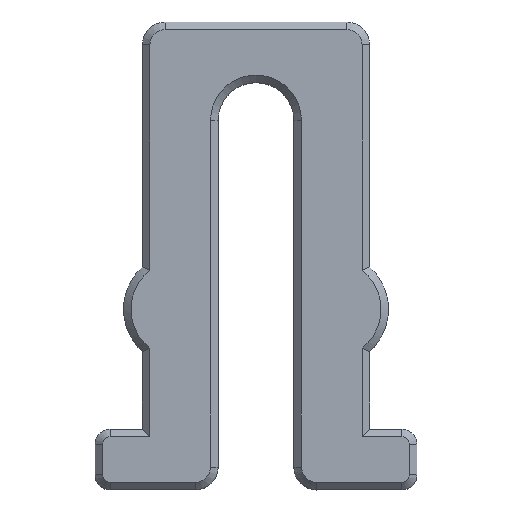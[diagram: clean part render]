
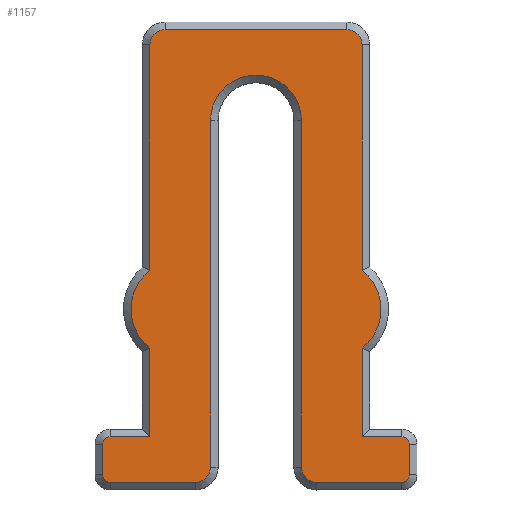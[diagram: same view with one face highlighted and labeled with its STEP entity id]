
A CAD part, top view. The second image highlights one B-rep face of the part: STEP entity #1157.
In plain terms, the highlighted planar face has unit normal (0, 0, 1).
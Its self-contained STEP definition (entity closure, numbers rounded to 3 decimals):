
#27=CIRCLE('',#1212,0.2);
#29=CIRCLE('',#1217,0.4);
#31=CIRCLE('',#1220,0.2);
#32=CIRCLE('',#1224,1.2);
#35=CIRCLE('',#1230,1.3);
#37=CIRCLE('',#1233,0.4);
#39=CIRCLE('',#1238,0.4);
#41=CIRCLE('',#1241,0.2);
#43=CIRCLE('',#1246,0.4);
#45=CIRCLE('',#1249,0.2);
#47=CIRCLE('',#1254,1.3);
#128=FACE_OUTER_BOUND('',#202,.T.);
#202=EDGE_LOOP('',(#888,#889,#890,#891,#892,#893,#894,#895,#896,#897,#898,
#899,#900,#901,#902,#903,#904,#905,#906,#907,#908,#909,#910,#911));
#248=LINE('',#1685,#364);
#254=LINE('',#1707,#370);
#256=LINE('',#1711,#372);
#262=LINE('',#1731,#378);
#265=LINE('',#1737,#381);
#269=LINE('',#1749,#385);
#271=LINE('',#1758,#387);
#274=LINE('',#1777,#390);
#278=LINE('',#1785,#394);
#282=LINE('',#1801,#398);
#286=LINE('',#1809,#402);
#291=LINE('',#1827,#407);
#292=LINE('',#1833,#408);
#364=VECTOR('',#1331,10.);
#370=VECTOR('',#1345,10.);
#372=VECTOR('',#1349,10.);
#378=VECTOR('',#1369,10.);
#381=VECTOR('',#1374,10.);
#385=VECTOR('',#1386,10.);
#387=VECTOR('',#1390,10.);
#390=VECTOR('',#1407,10.);
#394=VECTOR('',#1413,10.);
#398=VECTOR('',#1431,10.);
#402=VECTOR('',#1437,10.);
#407=VECTOR('',#1456,10.);
#408=VECTOR('',#1459,10.);
#480=VERTEX_POINT('',#1683);
#481=VERTEX_POINT('',#1684);
#484=VERTEX_POINT('',#1695);
#487=VERTEX_POINT('',#1700);
#489=VERTEX_POINT('',#1705);
#490=VERTEX_POINT('',#1710);
#493=VERTEX_POINT('',#1718);
#494=VERTEX_POINT('',#1722);
#497=VERTEX_POINT('',#1729);
#499=VERTEX_POINT('',#1736);
#501=VERTEX_POINT('',#1741);
#503=VERTEX_POINT('',#1748);
#505=VERTEX_POINT('',#1756);
#507=VERTEX_POINT('',#1763);
#509=VERTEX_POINT('',#1772);
#510=VERTEX_POINT('',#1776);
#513=VERTEX_POINT('',#1783);
#514=VERTEX_POINT('',#1788);
#517=VERTEX_POINT('',#1796);
#518=VERTEX_POINT('',#1800);
#521=VERTEX_POINT('',#1807);
#522=VERTEX_POINT('',#1812);
#525=VERTEX_POINT('',#1820);
#527=VERTEX_POINT('',#1826);
#576=EDGE_CURVE('',#480,#481,#248,.T.);
#583=EDGE_CURVE('',#487,#484,#27,.T.);
#585=EDGE_CURVE('',#489,#487,#254,.T.);
#587=EDGE_CURVE('',#484,#490,#256,.T.);
#592=EDGE_CURVE('',#493,#489,#29,.T.);
#595=EDGE_CURVE('',#490,#494,#31,.T.);
#597=EDGE_CURVE('',#497,#493,#262,.T.);
#600=EDGE_CURVE('',#494,#499,#265,.T.);
#603=EDGE_CURVE('',#501,#497,#32,.T.);
#606=EDGE_CURVE('',#499,#503,#269,.T.);
#609=EDGE_CURVE('',#505,#501,#271,.T.);
#612=EDGE_CURVE('',#503,#507,#35,.T.);
#616=EDGE_CURVE('',#509,#505,#37,.T.);
#617=EDGE_CURVE('',#507,#510,#274,.T.);
#621=EDGE_CURVE('',#513,#509,#278,.T.);
#625=EDGE_CURVE('',#510,#514,#39,.T.);
#628=EDGE_CURVE('',#517,#513,#41,.T.);
#629=EDGE_CURVE('',#514,#518,#282,.T.);
#633=EDGE_CURVE('',#521,#517,#286,.T.);
#637=EDGE_CURVE('',#518,#522,#43,.T.);
#640=EDGE_CURVE('',#525,#521,#45,.T.);
#642=EDGE_CURVE('',#522,#527,#291,.T.);
#644=EDGE_CURVE('',#481,#525,#292,.T.);
#647=EDGE_CURVE('',#527,#480,#47,.T.);
#888=ORIENTED_EDGE('',*,*,#583,.F.);
#889=ORIENTED_EDGE('',*,*,#585,.F.);
#890=ORIENTED_EDGE('',*,*,#592,.F.);
#891=ORIENTED_EDGE('',*,*,#597,.F.);
#892=ORIENTED_EDGE('',*,*,#603,.F.);
#893=ORIENTED_EDGE('',*,*,#609,.F.);
#894=ORIENTED_EDGE('',*,*,#616,.F.);
#895=ORIENTED_EDGE('',*,*,#621,.F.);
#896=ORIENTED_EDGE('',*,*,#628,.F.);
#897=ORIENTED_EDGE('',*,*,#633,.F.);
#898=ORIENTED_EDGE('',*,*,#640,.F.);
#899=ORIENTED_EDGE('',*,*,#644,.F.);
#900=ORIENTED_EDGE('',*,*,#576,.F.);
#901=ORIENTED_EDGE('',*,*,#647,.F.);
#902=ORIENTED_EDGE('',*,*,#642,.F.);
#903=ORIENTED_EDGE('',*,*,#637,.F.);
#904=ORIENTED_EDGE('',*,*,#629,.F.);
#905=ORIENTED_EDGE('',*,*,#625,.F.);
#906=ORIENTED_EDGE('',*,*,#617,.F.);
#907=ORIENTED_EDGE('',*,*,#612,.F.);
#908=ORIENTED_EDGE('',*,*,#606,.F.);
#909=ORIENTED_EDGE('',*,*,#600,.F.);
#910=ORIENTED_EDGE('',*,*,#595,.F.);
#911=ORIENTED_EDGE('',*,*,#587,.F.);
#1099=PLANE('',#1273);
#1157=ADVANCED_FACE('',(#128),#1099,.T.);
#1212=AXIS2_PLACEMENT_3D('',#1702,#1340,#1341);
#1217=AXIS2_PLACEMENT_3D('',#1720,#1357,#1358);
#1220=AXIS2_PLACEMENT_3D('',#1726,#1364,#1365);
#1224=AXIS2_PLACEMENT_3D('',#1743,#1379,#1380);
#1230=AXIS2_PLACEMENT_3D('',#1764,#1396,#1397);
#1233=AXIS2_PLACEMENT_3D('',#1774,#1403,#1404);
#1238=AXIS2_PLACEMENT_3D('',#1792,#1420,#1421);
#1241=AXIS2_PLACEMENT_3D('',#1798,#1427,#1428);
#1246=AXIS2_PLACEMENT_3D('',#1816,#1444,#1445);
#1249=AXIS2_PLACEMENT_3D('',#1822,#1451,#1452);
#1254=AXIS2_PLACEMENT_3D('',#1837,#1465,#1466);
#1273=AXIS2_PLACEMENT_3D('',#1888,#1522,#1523);
#1331=DIRECTION('',(0.,-1.,0.));
#1340=DIRECTION('center_axis',(0.,0.,-1.));
#1341=DIRECTION('ref_axis',(-0.707,-0.707,0.));
#1345=DIRECTION('',(-1.,0.,0.));
#1349=DIRECTION('',(0.,1.,0.));
#1357=DIRECTION('center_axis',(0.,0.,-1.));
#1358=DIRECTION('ref_axis',(0.707,-0.707,0.));
#1364=DIRECTION('center_axis',(0.,0.,-1.));
#1365=DIRECTION('ref_axis',(-0.707,0.707,0.));
#1369=DIRECTION('',(0.,-1.,0.));
#1374=DIRECTION('',(1.,0.,0.));
#1379=DIRECTION('center_axis',(0.,0.,1.));
#1380=DIRECTION('ref_axis',(0.,1.,0.));
#1386=DIRECTION('',(0.,1.,0.));
#1390=DIRECTION('',(0.,1.,0.));
#1396=DIRECTION('center_axis',(0.,0.,-1.));
#1397=DIRECTION('ref_axis',(-0.667,0.745,0.));
#1403=DIRECTION('center_axis',(0.,0.,-1.));
#1404=DIRECTION('ref_axis',(-0.707,-0.707,0.));
#1407=DIRECTION('',(0.,1.,0.));
#1413=DIRECTION('',(-1.,0.,0.));
#1420=DIRECTION('center_axis',(0.,0.,-1.));
#1421=DIRECTION('ref_axis',(-0.707,0.707,0.));
#1427=DIRECTION('center_axis',(0.,0.,-1.));
#1428=DIRECTION('ref_axis',(0.707,-0.707,0.));
#1431=DIRECTION('',(1.,0.,0.));
#1437=DIRECTION('',(0.,-1.,0.));
#1444=DIRECTION('center_axis',(0.,0.,-1.));
#1445=DIRECTION('ref_axis',(0.707,0.707,0.));
#1451=DIRECTION('center_axis',(0.,0.,-1.));
#1452=DIRECTION('ref_axis',(0.707,0.707,0.));
#1456=DIRECTION('',(0.,-1.,0.));
#1459=DIRECTION('',(1.,0.,0.));
#1465=DIRECTION('center_axis',(0.,0.,-1.));
#1466=DIRECTION('ref_axis',(0.667,-0.745,0.));
#1522=DIRECTION('center_axis',(0.,0.,1.));
#1523=DIRECTION('ref_axis',(0.,-1.,0.));
#1683=CARTESIAN_POINT('',(2.8,-2.432,2.9));
#1684=CARTESIAN_POINT('',(2.8,-4.775,2.9));
#1685=CARTESIAN_POINT('',(2.8,-2.287,2.9));
#1695=CARTESIAN_POINT('',(-4.05,-5.775,2.9));
#1700=CARTESIAN_POINT('',(-3.85,-5.975,2.9));
#1702=CARTESIAN_POINT('Origin',(-3.85,-5.775,2.9));
#1705=CARTESIAN_POINT('',(-1.6,-5.975,2.9));
#1707=CARTESIAN_POINT('',(-2.125,-5.975,2.9));
#1710=CARTESIAN_POINT('',(-4.05,-4.975,2.9));
#1711=CARTESIAN_POINT('',(-4.05,-2.287,2.9));
#1718=CARTESIAN_POINT('',(-1.2,-5.575,2.9));
#1720=CARTESIAN_POINT('Origin',(-1.6,-5.575,2.9));
#1722=CARTESIAN_POINT('',(-3.85,-4.775,2.9));
#1726=CARTESIAN_POINT('Origin',(-3.85,-4.975,2.9));
#1729=CARTESIAN_POINT('',(-1.2,3.575,2.9));
#1731=CARTESIAN_POINT('',(-1.2,-3.088,2.9));
#1736=CARTESIAN_POINT('',(-2.8,-4.775,2.9));
#1737=CARTESIAN_POINT('',(-1.5,-4.775,2.9));
#1741=CARTESIAN_POINT('',(1.2,3.575,2.9));
#1743=CARTESIAN_POINT('Origin',(0.,3.575,2.9));
#1748=CARTESIAN_POINT('',(-2.8,-2.432,2.9));
#1749=CARTESIAN_POINT('',(-2.8,-1.262,2.9));
#1756=CARTESIAN_POINT('',(1.2,-5.575,2.9));
#1758=CARTESIAN_POINT('',(1.2,1.788,2.9));
#1763=CARTESIAN_POINT('',(-2.8,-0.382,2.9));
#1764=CARTESIAN_POINT('Origin',(-2.,-1.407,2.9));
#1772=CARTESIAN_POINT('',(1.6,-5.975,2.9));
#1774=CARTESIAN_POINT('Origin',(1.6,-5.575,2.9));
#1776=CARTESIAN_POINT('',(-2.8,5.575,2.9));
#1777=CARTESIAN_POINT('',(-2.8,3.088,2.9));
#1783=CARTESIAN_POINT('',(3.85,-5.975,2.9));
#1785=CARTESIAN_POINT('',(0.5,-5.975,2.9));
#1788=CARTESIAN_POINT('',(-2.4,5.975,2.9));
#1792=CARTESIAN_POINT('Origin',(-2.4,5.575,2.9));
#1796=CARTESIAN_POINT('',(4.05,-5.775,2.9));
#1798=CARTESIAN_POINT('Origin',(3.85,-5.775,2.9));
#1800=CARTESIAN_POINT('',(2.4,5.975,2.9));
#1801=CARTESIAN_POINT('',(1.5,5.975,2.9));
#1807=CARTESIAN_POINT('',(4.05,-4.975,2.9));
#1809=CARTESIAN_POINT('',(4.05,-3.087,2.9));
#1812=CARTESIAN_POINT('',(2.8,5.575,2.9));
#1816=CARTESIAN_POINT('Origin',(2.4,5.575,2.9));
#1820=CARTESIAN_POINT('',(3.85,-4.775,2.9));
#1822=CARTESIAN_POINT('Origin',(3.85,-4.975,2.9));
#1826=CARTESIAN_POINT('',(2.8,-0.382,2.9));
#1827=CARTESIAN_POINT('',(2.8,-0.144,2.9));
#1833=CARTESIAN_POINT('',(2.125,-4.775,2.9));
#1837=CARTESIAN_POINT('Origin',(2.,-1.407,2.9));
#1888=CARTESIAN_POINT('Origin',(0.,0.,2.9));
